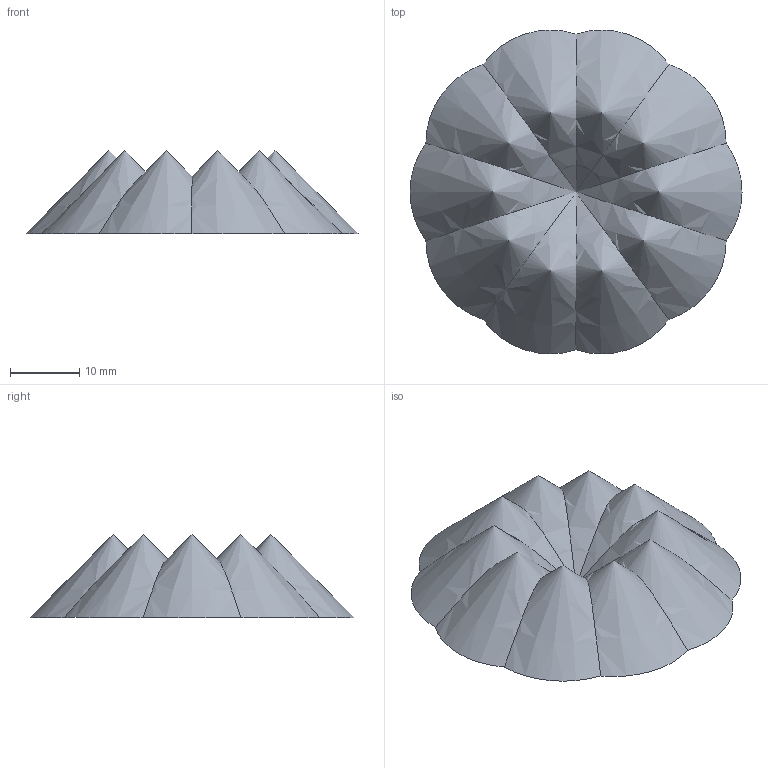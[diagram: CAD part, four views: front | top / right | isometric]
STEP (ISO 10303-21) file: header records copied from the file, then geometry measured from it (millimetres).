
FILE_DESCRIPTION(('Open CASCADE Model'),'2;1');
FILE_NAME('Open CASCADE Shape Model','2024-06-01T21:40:10',('Author'),( 'Open CASCADE'),'Open CASCADE STEP processor 7.7','Open CASCADE 7.7' ,'Unknown');
FILE_SCHEMA(('AUTOMOTIVE_DESIGN { 1 0 10303 214 1 1 1 1 }'));
Length unit declared in the file: millimetre
Products named in the file (1): Open CASCADE STEP translator 7.7 1
Bounding box: 48 x 46.83 x 12 mm (x, y, z)
Volume: 9764 mm3; surface area: 4227.8 mm2
Topology: 1 solids, 1 shells, 11 faces, 50 edges, 31 vertices
Faces by surface type: cone 10, plane 1
Entity records: 1538 total; most frequent: CARTESIAN_POINT 743, DIRECTION 154, ORIENTED_EDGE 80, PCURVE 80, DEFINITIONAL_REPRESENTATION 80, LINE 50, VECTOR 50, AXIS2_PLACEMENT_3D 42
